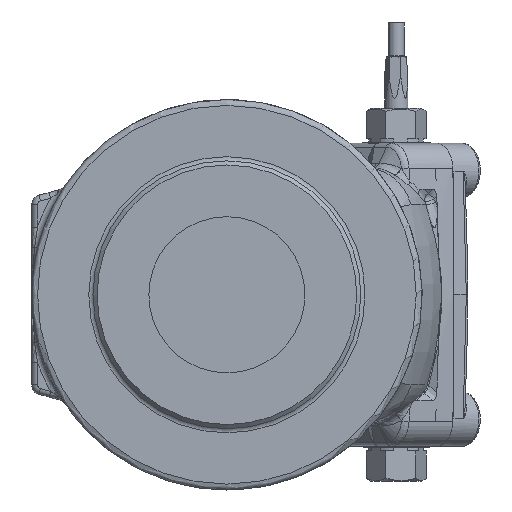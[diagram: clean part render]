
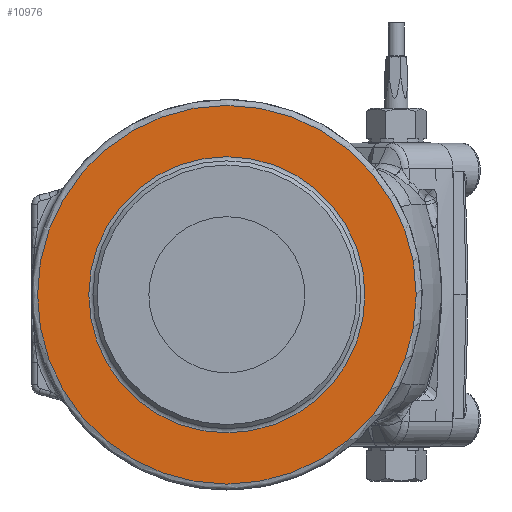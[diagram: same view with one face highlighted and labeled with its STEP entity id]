
A CAD part, left-side view. The second image highlights one B-rep face of the part: STEP entity #10976.
In plain terms, the highlighted planar face has unit normal (-1, 0, 0).
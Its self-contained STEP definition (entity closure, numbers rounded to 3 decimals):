
#343 = CIRCLE ( 'NONE', #4181, 97. ) ;
#650 = FACE_BOUND ( 'NONE', #25616, .T. ) ;
#657 = FACE_OUTER_BOUND ( 'NONE', #25613, .T. ) ;
#2432 = VERTEX_POINT ( 'NONE', #5069 ) ;
#2462 = VERTEX_POINT ( 'NONE', #5092 ) ;
#2771 = EDGE_CURVE ( 'NONE', #2432, #2432, #26773, .T. ) ;
#2856 = AXIS2_PLACEMENT_3D ( 'NONE', #22891, #22889, #22784 ) ;
#4181 = AXIS2_PLACEMENT_3D ( 'NONE', #15742, #15744, #15746 ) ;
#5069 = CARTESIAN_POINT ( 'NONE',  ( -169.5, 0., 70.743 ) ) ;
#5092 = CARTESIAN_POINT ( 'NONE',  ( -169.5, 0., 97. ) ) ;
#9250 = EDGE_CURVE ( 'NONE', #2462, #2462, #343, .T. ) ;
#10976 = ADVANCED_FACE ( 'NONE', ( #650, #657 ), #12954, .F. ) ;
#11217 = AXIS2_PLACEMENT_3D ( 'NONE', #12950, #12959, #12960 ) ;
#12950 = CARTESIAN_POINT ( 'NONE',  ( -169.5, 0., 0. ) ) ;
#12954 = PLANE ( 'NONE',  #11217 ) ;
#12959 = DIRECTION ( 'NONE',  ( 1., 0., 0. ) ) ;
#12960 = DIRECTION ( 'NONE',  ( 0., 0., 1. ) ) ;
#15742 = CARTESIAN_POINT ( 'NONE',  ( -169.5, 0., 0. ) ) ;
#15744 = DIRECTION ( 'NONE',  ( -1., 0., 0. ) ) ;
#15746 = DIRECTION ( 'NONE',  ( 0., 0., 1. ) ) ;
#20123 = ORIENTED_EDGE ( 'NONE', *, *, #9250, .T. ) ;
#20124 = ORIENTED_EDGE ( 'NONE', *, *, #2771, .T. ) ;
#22784 = DIRECTION ( 'NONE',  ( 0., 0., 1. ) ) ;
#22889 = DIRECTION ( 'NONE',  ( 1., 0., 0. ) ) ;
#22891 = CARTESIAN_POINT ( 'NONE',  ( -169.5, 0., 0. ) ) ;
#25613 = EDGE_LOOP ( 'NONE', ( #20123 ) ) ;
#25616 = EDGE_LOOP ( 'NONE', ( #20124 ) ) ;
#26773 = CIRCLE ( 'NONE', #2856, 70.743 ) ;
